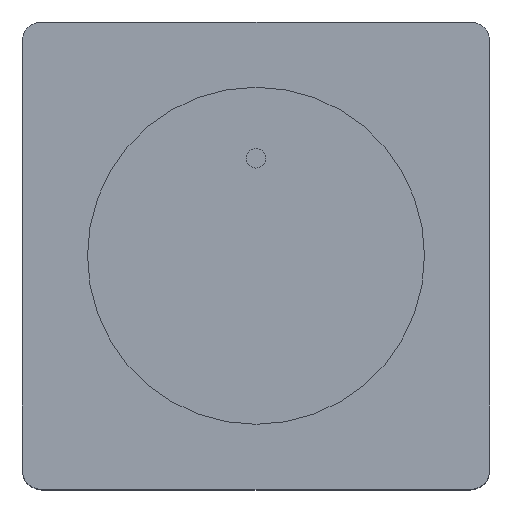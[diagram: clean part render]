
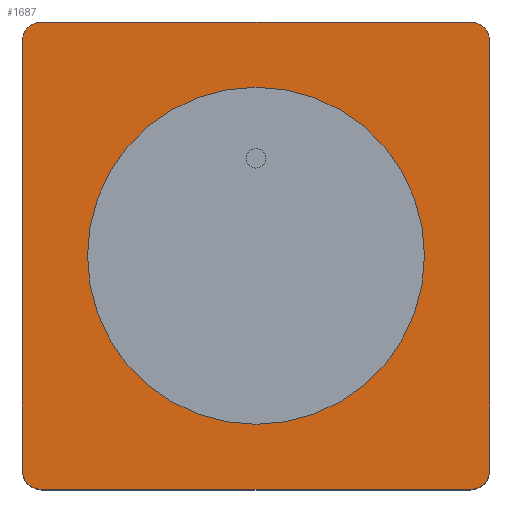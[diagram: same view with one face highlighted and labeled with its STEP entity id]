
A CAD part, top view. The second image highlights one B-rep face of the part: STEP entity #1687.
In plain terms, the highlighted planar face has unit normal (0, 0, 1).
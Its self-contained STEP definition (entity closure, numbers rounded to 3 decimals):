
#5 = FACE_OUTER_BOUND ( 'NONE', #1537, .T. ) ;
#12 = CARTESIAN_POINT ( 'NONE',  ( -2.2, -2.2, 2.8 ) ) ;
#22 = CARTESIAN_POINT ( 'NONE',  ( 2.2, 2.2, 2.8 ) ) ;
#29 = AXIS2_PLACEMENT_3D ( 'NONE', #1685, #251, #895 ) ;
#88 = CARTESIAN_POINT ( 'NONE',  ( -1.73, 0., 2.8 ) ) ;
#140 = DIRECTION ( 'NONE',  ( 0., 0., 1. ) ) ;
#155 = DIRECTION ( 'NONE',  ( -1., 0., 0. ) ) ;
#159 = ORIENTED_EDGE ( 'NONE', *, *, #1036, .T. ) ;
#188 = VECTOR ( 'NONE', #405, 1000. ) ;
#231 = CIRCLE ( 'NONE', #1486, 0.2 ) ;
#235 = CARTESIAN_POINT ( 'NONE',  ( 2.4, 2.2, 2.8 ) ) ;
#246 = AXIS2_PLACEMENT_3D ( 'NONE', #783, #897, #525 ) ;
#251 = DIRECTION ( 'NONE',  ( 0., 0., 1. ) ) ;
#275 = DIRECTION ( 'NONE',  ( 0., 0., 1. ) ) ;
#289 = DIRECTION ( 'NONE',  ( 0., 0., 1. ) ) ;
#295 = DIRECTION ( 'NONE',  ( 1., 0., 0. ) ) ;
#319 = EDGE_CURVE ( 'NONE', #1134, #1296, #1445, .T. ) ;
#331 = CARTESIAN_POINT ( 'NONE',  ( 2.2, -2.2, 2.8 ) ) ;
#345 = AXIS2_PLACEMENT_3D ( 'NONE', #1598, #275, #295 ) ;
#367 = DIRECTION ( 'NONE',  ( 1., 0., 0. ) ) ;
#378 = EDGE_CURVE ( 'NONE', #1296, #1134, #387, .T. ) ;
#387 = CIRCLE ( 'NONE', #29, 1.73 ) ;
#388 = CARTESIAN_POINT ( 'NONE',  ( 2.2, -2.4, 2.8 ) ) ;
#405 = DIRECTION ( 'NONE',  ( 0., -1., 0. ) ) ;
#456 = CARTESIAN_POINT ( 'NONE',  ( 2.4, 2.2, 2.8 ) ) ;
#458 = EDGE_CURVE ( 'NONE', #1294, #1032, #1506, .T. ) ;
#466 = CARTESIAN_POINT ( 'NONE',  ( -2.2, 2.4, 2.8 ) ) ;
#492 = DIRECTION ( 'NONE',  ( -1., 0., 0. ) ) ;
#525 = DIRECTION ( 'NONE',  ( -1., 0., 0. ) ) ;
#526 = DIRECTION ( 'NONE',  ( 0., 1., 0. ) ) ;
#548 = DIRECTION ( 'NONE',  ( -1., 0., 0. ) ) ;
#599 = VECTOR ( 'NONE', #367, 1000. ) ;
#608 = CARTESIAN_POINT ( 'NONE',  ( -2.4, -2.2, 2.8 ) ) ;
#609 = VERTEX_POINT ( 'NONE', #1367 ) ;
#658 = FACE_BOUND ( 'NONE', #1388, .T. ) ;
#683 = LINE ( 'NONE', #863, #1331 ) ;
#694 = EDGE_CURVE ( 'NONE', #1032, #826, #1394, .T. ) ;
#705 = AXIS2_PLACEMENT_3D ( 'NONE', #12, #140, #548 ) ;
#713 = DIRECTION ( 'NONE',  ( -1., 0., 0. ) ) ;
#722 = VERTEX_POINT ( 'NONE', #1107 ) ;
#751 = EDGE_CURVE ( 'NONE', #1665, #1517, #683, .T. ) ;
#757 = CARTESIAN_POINT ( 'NONE',  ( -2.2, 2.2, 2.8 ) ) ;
#767 = ORIENTED_EDGE ( 'NONE', *, *, #378, .F. ) ;
#772 = DIRECTION ( 'NONE',  ( 0., 0., 1. ) ) ;
#783 = CARTESIAN_POINT ( 'NONE',  ( 2.2, 2.2, 2.8 ) ) ;
#826 = VERTEX_POINT ( 'NONE', #388 ) ;
#828 = ORIENTED_EDGE ( 'NONE', *, *, #319, .F. ) ;
#844 = EDGE_CURVE ( 'NONE', #609, #1489, #1096, .T. ) ;
#856 = CARTESIAN_POINT ( 'NONE',  ( -2.2, -2.4, 2.8 ) ) ;
#863 = CARTESIAN_POINT ( 'NONE',  ( -2.2, 2.4, 2.8 ) ) ;
#879 = EDGE_CURVE ( 'NONE', #722, #1294, #1247, .T. ) ;
#895 = DIRECTION ( 'NONE',  ( 1., 0., 0. ) ) ;
#897 = DIRECTION ( 'NONE',  ( 0., 0., -1. ) ) ;
#911 = ORIENTED_EDGE ( 'NONE', *, *, #458, .T. ) ;
#916 = DIRECTION ( 'NONE',  ( -1., 0., 0. ) ) ;
#917 = CIRCLE ( 'NONE', #1447, 0.2 ) ;
#928 = CARTESIAN_POINT ( 'NONE',  ( -2.4, 2.2, 2.8 ) ) ;
#975 = EDGE_CURVE ( 'NONE', #826, #609, #231, .T. ) ;
#988 = ORIENTED_EDGE ( 'NONE', *, *, #975, .T. ) ;
#992 = ORIENTED_EDGE ( 'NONE', *, *, #844, .T. ) ;
#1032 = VERTEX_POINT ( 'NONE', #1318 ) ;
#1036 = EDGE_CURVE ( 'NONE', #1489, #1665, #1621, .T. ) ;
#1096 = LINE ( 'NONE', #235, #1248 ) ;
#1107 = CARTESIAN_POINT ( 'NONE',  ( -2.4, 2.2, 2.8 ) ) ;
#1134 = VERTEX_POINT ( 'NONE', #1450 ) ;
#1247 = LINE ( 'NONE', #928, #188 ) ;
#1248 = VECTOR ( 'NONE', #526, 1000. ) ;
#1293 = CARTESIAN_POINT ( 'NONE',  ( 2.2, 2.4, 2.8 ) ) ;
#1294 = VERTEX_POINT ( 'NONE', #608 ) ;
#1296 = VERTEX_POINT ( 'NONE', #88 ) ;
#1318 = CARTESIAN_POINT ( 'NONE',  ( -2.2, -2.4, 2.8 ) ) ;
#1331 = VECTOR ( 'NONE', #492, 1000. ) ;
#1337 = ORIENTED_EDGE ( 'NONE', *, *, #1647, .T. ) ;
#1367 = CARTESIAN_POINT ( 'NONE',  ( 2.4, -2.2, 2.8 ) ) ;
#1369 = DIRECTION ( 'NONE',  ( 0., 0., 1. ) ) ;
#1388 = EDGE_LOOP ( 'NONE', ( #767, #828 ) ) ;
#1394 = LINE ( 'NONE', #856, #599 ) ;
#1403 = ORIENTED_EDGE ( 'NONE', *, *, #751, .T. ) ;
#1445 = CIRCLE ( 'NONE', #345, 1.73 ) ;
#1447 = AXIS2_PLACEMENT_3D ( 'NONE', #757, #772, #916 ) ;
#1450 = CARTESIAN_POINT ( 'NONE',  ( 1.73, 0., 2.8 ) ) ;
#1486 = AXIS2_PLACEMENT_3D ( 'NONE', #331, #1369, #713 ) ;
#1487 = ORIENTED_EDGE ( 'NONE', *, *, #879, .T. ) ;
#1489 = VERTEX_POINT ( 'NONE', #456 ) ;
#1500 = AXIS2_PLACEMENT_3D ( 'NONE', #22, #289, #155 ) ;
#1506 = CIRCLE ( 'NONE', #705, 0.2 ) ;
#1517 = VERTEX_POINT ( 'NONE', #466 ) ;
#1537 = EDGE_LOOP ( 'NONE', ( #159, #1403, #1337, #1487, #911, #1604, #988, #992 ) ) ;
#1598 = CARTESIAN_POINT ( 'NONE',  ( 0., 0., 2.8 ) ) ;
#1604 = ORIENTED_EDGE ( 'NONE', *, *, #694, .T. ) ;
#1621 = CIRCLE ( 'NONE', #1500, 0.2 ) ;
#1647 = EDGE_CURVE ( 'NONE', #1517, #722, #917, .T. ) ;
#1665 = VERTEX_POINT ( 'NONE', #1293 ) ;
#1685 = CARTESIAN_POINT ( 'NONE',  ( 0., 0., 2.8 ) ) ;
#1687 = ADVANCED_FACE ( 'NONE', ( #5, #658 ), #1694, .F. ) ;
#1694 = PLANE ( 'NONE',  #246 ) ;
